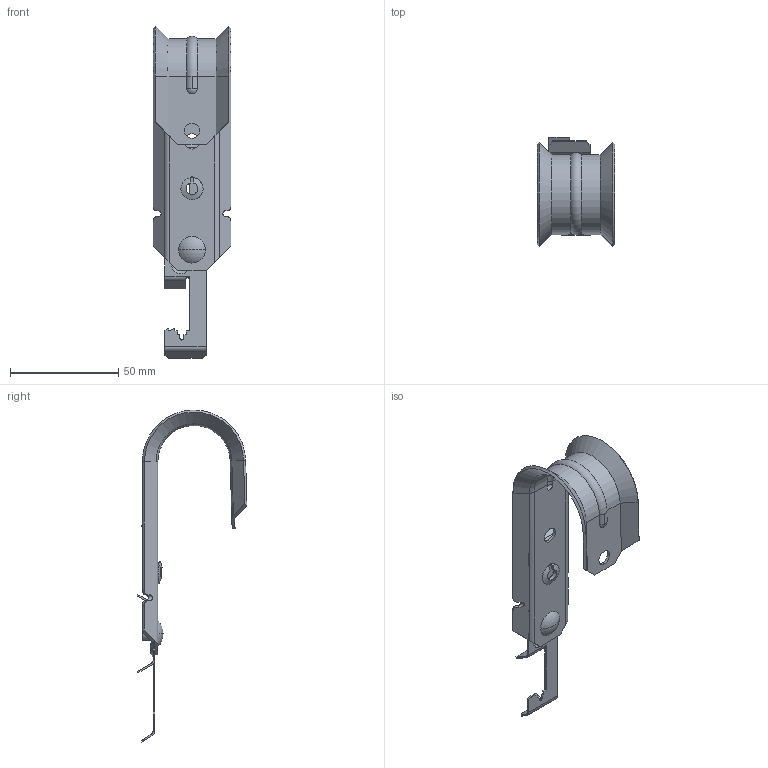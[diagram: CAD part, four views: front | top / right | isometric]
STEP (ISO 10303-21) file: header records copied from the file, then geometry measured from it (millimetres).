
FILE_DESCRIPTION (( 'STEP AP203' ), '1' );
FILE_NAME ('WJH21W.STEP', '2024-03-05T08:46:52', ( '' ), ( '' ), 'SwSTEP 2.0', 'SolidWorks 2021', '' );
FILE_SCHEMA (( 'CONFIG_CONTROL_DESIGN' ));
Length unit declared in the file: millimetre
Products named in the file (4): oval head semi-tubular rivets gb_GB_CONNECTING_PIECE_RIVET_OHSR 6X7; WJH21W; W.step; WJH21.step
Assembly tree (3 placements, depth 2):
  WJH21W
    W.step
    oval head semi-tubular rivets gb_GB_CONNECTING_PIECE_RIVET_OHSR 6X7
    WJH21.step
Bounding box: 35.98 x 50.74 x 153.3 mm (x, y, z)
Volume: 10441.5 mm3; surface area: 18036.5 mm2
Topology: 3 solids, 3 shells, 215 faces, 573 edges, 354 vertices
Faces by surface type: plane 106, cylinder 63, cone 24, bspline 10, torus 6, sphere 6
Entity records: 7807 total; most frequent: CARTESIAN_POINT 2169, ORIENTED_EDGE 1130, DIRECTION 1070, EDGE_CURVE 565, AXIS2_PLACEMENT_3D 370, VERTEX_POINT 352, LINE 330, VECTOR 330
